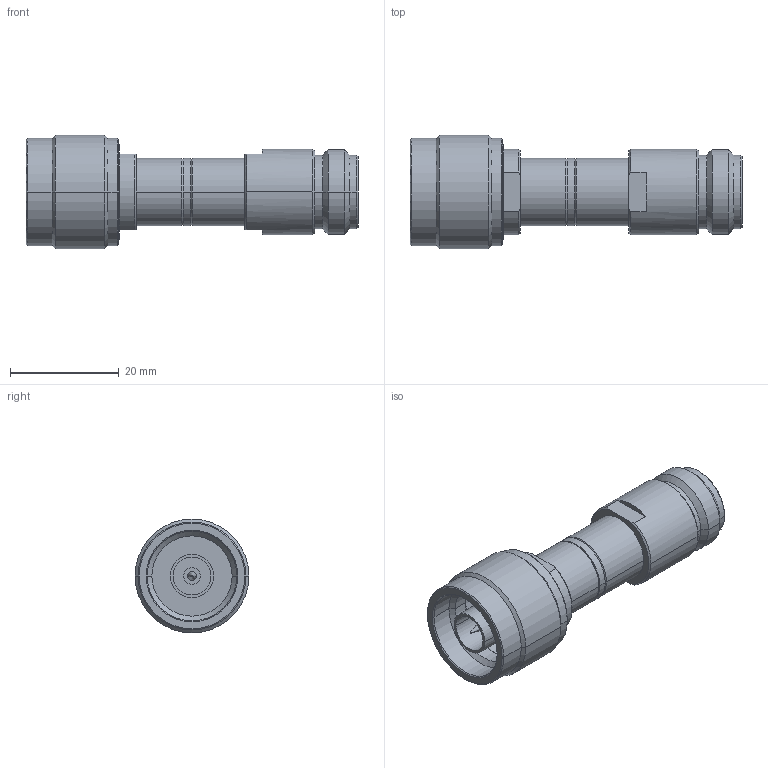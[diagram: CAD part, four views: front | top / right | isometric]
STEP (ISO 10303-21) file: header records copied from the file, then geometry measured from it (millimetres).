
FILE_DESCRIPTION (( 'STEP AP214' ), '1' );
FILE_NAME ('SD8276_3D.STEP', '2022-01-26T17:53:57', ( '' ), ( '' ), 'SwSTEP 2.0', 'SolidWorks 2021', '' );
FILE_SCHEMA (( 'AUTOMOTIVE_DESIGN' ));
Length unit declared in the file: inch
Products named in the file (4): DC-NF-1000V^SD8276; SD8276_3D; DC-NM-1000V^SD8276; FAT-B-11^SD8276
Assembly tree (3 placements, depth 2):
  SD8276_3D
    DC-NM-1000V^SD8276
    FAT-B-11^SD8276
    DC-NF-1000V^SD8276
Bounding box: 61.2 x 21 x 21 mm (x, y, z)
Volume: 10883.3 mm3; surface area: 6574.9 mm2
Topology: 3 solids, 3 shells, 181 faces, 393 edges, 231 vertices
Faces by surface type: cone 74, cylinder 57, plane 50
Entity records: 5181 total; most frequent: CARTESIAN_POINT 1005, DIRECTION 927, ORIENTED_EDGE 782, AXIS2_PLACEMENT_3D 393, EDGE_CURVE 391, VERTEX_POINT 231, CIRCLE 206, EDGE_LOOP 196
